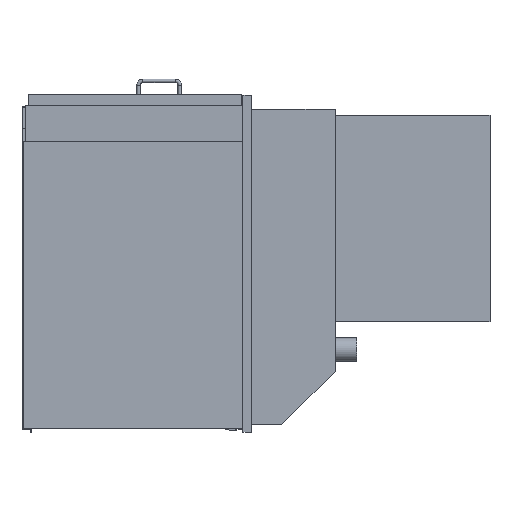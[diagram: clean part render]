
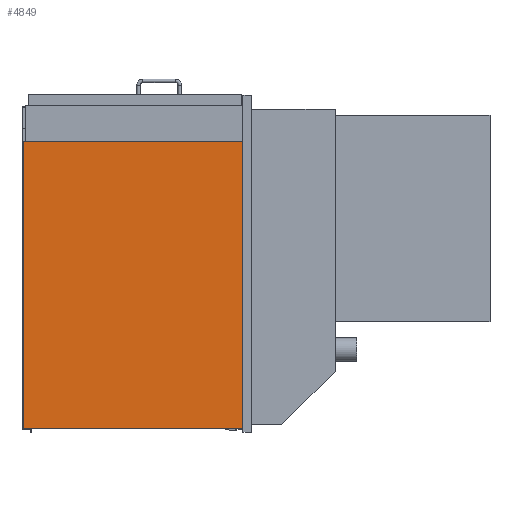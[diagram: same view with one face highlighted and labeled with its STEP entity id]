
A CAD part, left-side view. The second image highlights one B-rep face of the part: STEP entity #4849.
In plain terms, the highlighted planar face has unit normal (-1, 0, 0).
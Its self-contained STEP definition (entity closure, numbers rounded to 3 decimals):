
#305=FACE_OUTER_BOUND('',#598,.T.);
#598=EDGE_LOOP('',(#3557,#3558,#3559,#3560));
#956=LINE('',#7278,#1548);
#960=LINE('',#7286,#1552);
#963=LINE('',#7292,#1555);
#966=LINE('',#7297,#1558);
#1548=VECTOR('',#5908,10.);
#1552=VECTOR('',#5914,10.);
#1555=VECTOR('',#5919,10.);
#1558=VECTOR('',#5924,10.);
#2125=VERTEX_POINT('',#7276);
#2126=VERTEX_POINT('',#7277);
#2129=VERTEX_POINT('',#7285);
#2131=VERTEX_POINT('',#7291);
#2652=EDGE_CURVE('',#2125,#2126,#956,.T.);
#2656=EDGE_CURVE('',#2126,#2129,#960,.T.);
#2659=EDGE_CURVE('',#2129,#2131,#963,.T.);
#2662=EDGE_CURVE('',#2131,#2125,#966,.T.);
#3557=ORIENTED_EDGE('',*,*,#2662,.T.);
#3558=ORIENTED_EDGE('',*,*,#2652,.T.);
#3559=ORIENTED_EDGE('',*,*,#2656,.T.);
#3560=ORIENTED_EDGE('',*,*,#2659,.T.);
#4580=PLANE('',#5239);
#4849=ADVANCED_FACE('',(#305),#4580,.T.);
#5239=AXIS2_PLACEMENT_3D('',#7299,#5926,#5927);
#5908=DIRECTION('',(0.,0.,1.));
#5914=DIRECTION('',(0.,1.,0.));
#5919=DIRECTION('',(0.,0.,-1.));
#5924=DIRECTION('',(0.,-1.,0.));
#5926=DIRECTION('center_axis',(-1.,0.,0.));
#5927=DIRECTION('ref_axis',(0.,0.,1.));
#7276=CARTESIAN_POINT('',(-250.5,117.5,-376.));
#7277=CARTESIAN_POINT('',(-250.5,117.5,292.));
#7278=CARTESIAN_POINT('',(-250.5,117.5,-376.));
#7285=CARTESIAN_POINT('',(-250.5,627.5,292.));
#7286=CARTESIAN_POINT('',(-250.5,117.5,292.));
#7291=CARTESIAN_POINT('',(-250.5,627.5,-376.));
#7292=CARTESIAN_POINT('',(-250.5,627.5,292.));
#7297=CARTESIAN_POINT('',(-250.5,627.5,-376.));
#7299=CARTESIAN_POINT('Origin',(-250.5,372.5,-42.));
